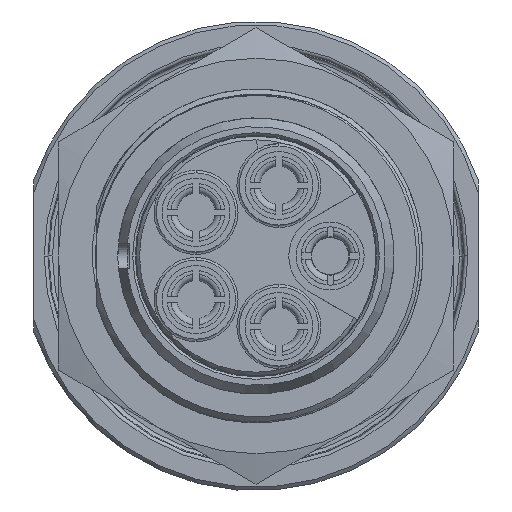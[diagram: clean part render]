
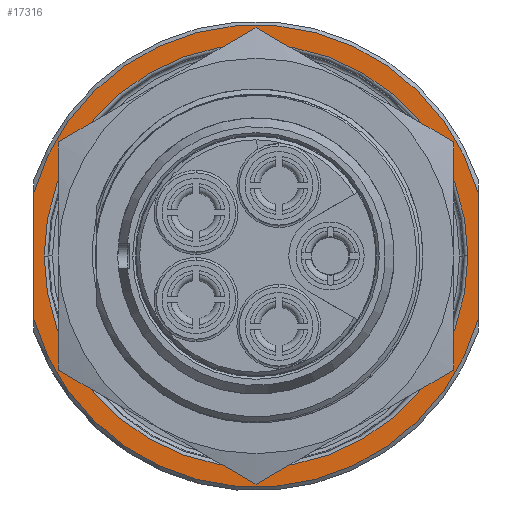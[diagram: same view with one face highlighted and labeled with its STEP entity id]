
A CAD part, left-side view. The second image highlights one B-rep face of the part: STEP entity #17316.
In plain terms, the highlighted planar face has unit normal (-1, 0, 0).
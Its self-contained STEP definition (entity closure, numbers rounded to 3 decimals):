
#277=DIRECTION('',(0.,0.,-1.));
#278=VECTOR('',#277,10.137);
#279=CARTESIAN_POINT('',(5.,18.,5.069));
#280=LINE('1298',#279,#278);
#281=CARTESIAN_POINT('',(5.,0.,0.));
#282=DIRECTION('',(1.,0.,0.));
#283=DIRECTION('',(0.,0.963,0.271));
#284=AXIS2_PLACEMENT_3D('',#281,#282,#283);
#286=DIRECTION('',(0.,0.,1.));
#287=VECTOR('',#286,10.137);
#288=CARTESIAN_POINT('',(5.,-18.,-5.069));
#289=LINE('1299',#288,#287);
#290=CARTESIAN_POINT('',(5.,0.,0.));
#291=DIRECTION('',(-1.,0.,0.));
#292=DIRECTION('',(0.,0.963,-0.271));
#293=AXIS2_PLACEMENT_3D('',#290,#291,#292);
#305=CARTESIAN_POINT('',(5.,0.,0.));
#306=DIRECTION('',(1.,0.,0.));
#307=DIRECTION('',(0.,-1.,0.));
#308=AXIS2_PLACEMENT_3D('',#305,#306,#307);
#320=CARTESIAN_POINT('',(5.,0.,0.));
#321=DIRECTION('',(1.,0.,0.));
#322=DIRECTION('',(0.,1.,0.));
#323=AXIS2_PLACEMENT_3D('',#320,#321,#322);
#15845=CARTESIAN_POINT('',(5.,18.,5.069));
#15846=CARTESIAN_POINT('',(5.,18.,-5.069));
#15847=VERTEX_POINT('',#15845);
#15848=VERTEX_POINT('',#15846);
#15849=CARTESIAN_POINT('',(5.,-18.,-5.069));
#15850=CARTESIAN_POINT('',(5.,-18.,5.069));
#15851=VERTEX_POINT('',#15849);
#15852=VERTEX_POINT('',#15850);
#15884=CARTESIAN_POINT('',(5.,-17.139,0.));
#15885=CARTESIAN_POINT('',(5.,17.139,0.));
#15886=VERTEX_POINT('',#15884);
#15887=VERTEX_POINT('',#15885);
#17298=CARTESIAN_POINT('',(5.,0.,0.));
#17299=DIRECTION('',(1.,0.,0.));
#17300=DIRECTION('',(0.,-1.,0.));
#17301=AXIS2_PLACEMENT_3D('',#17298,#17299,#17300);
#17302=PLANE('249',#17301);
#17303=ORIENTED_EDGE('1298',*,*,#17211,.F.);
#17305=ORIENTED_EDGE('1313',*,*,#17304,.T.);
#17306=ORIENTED_EDGE('1299',*,*,#17248,.F.);
#17307=ORIENTED_EDGE('1317',*,*,#17291,.F.);
#17308=EDGE_LOOP('249',(#17303,#17305,#17306,#17307));
#17309=FACE_OUTER_BOUND('249',#17308,.F.);
#17311=ORIENTED_EDGE('1348',*,*,#17310,.F.);
#17313=ORIENTED_EDGE('1350',*,*,#17312,.F.);
#17314=EDGE_LOOP('249',(#17311,#17313));
#17315=FACE_BOUND('249',#17314,.F.);
#285=CIRCLE('1313',#284,18.7);
#294=CIRCLE('1317',#293,18.7);
#309=CIRCLE('1348',#308,17.139);
#324=CIRCLE('1350',#323,17.139);
#17211=EDGE_CURVE('1298',#15847,#15848,#280,.T.);
#17248=EDGE_CURVE('1299',#15851,#15852,#289,.T.);
#17291=EDGE_CURVE('1317',#15848,#15851,#294,.T.);
#17304=EDGE_CURVE('1313',#15847,#15852,#285,.T.);
#17310=EDGE_CURVE('1348',#15886,#15887,#309,.T.);
#17312=EDGE_CURVE('1350',#15887,#15886,#324,.T.);
#17316=ADVANCED_FACE('249',(#17309,#17315),#17302,.F.);
